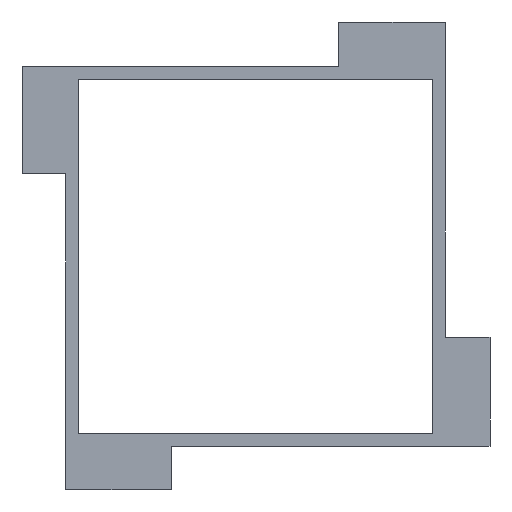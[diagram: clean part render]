
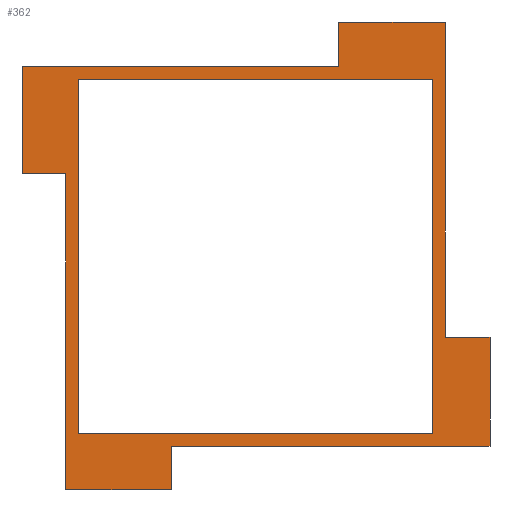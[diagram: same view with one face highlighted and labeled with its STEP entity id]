
A CAD part, front view. The second image highlights one B-rep face of the part: STEP entity #362.
In plain terms, the highlighted planar face has unit normal (0, -1, 0).
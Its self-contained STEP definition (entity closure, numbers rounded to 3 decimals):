
#16=FACE_BOUND('',#54,.T.);
#34=FACE_OUTER_BOUND('',#53,.T.);
#53=EDGE_LOOP('',(#311,#312,#313,#314,#315,#316,#317,#318,#319,#320,#321,
#322));
#54=EDGE_LOOP('',(#323,#324,#325,#326));
#55=LINE('',#485,#103);
#59=LINE('',#493,#107);
#62=LINE('',#499,#110);
#65=LINE('',#504,#113);
#67=LINE('',#509,#115);
#71=LINE('',#517,#119);
#74=LINE('',#523,#122);
#77=LINE('',#529,#125);
#80=LINE('',#535,#128);
#83=LINE('',#541,#131);
#86=LINE('',#547,#134);
#89=LINE('',#553,#137);
#92=LINE('',#559,#140);
#95=LINE('',#565,#143);
#98=LINE('',#571,#146);
#101=LINE('',#576,#149);
#103=VECTOR('',#399,10.);
#107=VECTOR('',#405,10.);
#110=VECTOR('',#410,10.);
#113=VECTOR('',#415,10.);
#115=VECTOR('',#419,10.);
#119=VECTOR('',#425,10.);
#122=VECTOR('',#430,10.);
#125=VECTOR('',#435,10.);
#128=VECTOR('',#440,10.);
#131=VECTOR('',#445,10.);
#134=VECTOR('',#450,10.);
#137=VECTOR('',#455,10.);
#140=VECTOR('',#460,10.);
#143=VECTOR('',#465,10.);
#146=VECTOR('',#470,10.);
#149=VECTOR('',#475,10.);
#151=VERTEX_POINT('',#483);
#152=VERTEX_POINT('',#484);
#155=VERTEX_POINT('',#492);
#157=VERTEX_POINT('',#498);
#159=VERTEX_POINT('',#507);
#160=VERTEX_POINT('',#508);
#163=VERTEX_POINT('',#516);
#165=VERTEX_POINT('',#522);
#167=VERTEX_POINT('',#528);
#169=VERTEX_POINT('',#534);
#171=VERTEX_POINT('',#540);
#173=VERTEX_POINT('',#546);
#175=VERTEX_POINT('',#552);
#177=VERTEX_POINT('',#558);
#179=VERTEX_POINT('',#564);
#181=VERTEX_POINT('',#570);
#183=EDGE_CURVE('',#151,#152,#55,.T.);
#187=EDGE_CURVE('',#155,#151,#59,.T.);
#190=EDGE_CURVE('',#157,#155,#62,.T.);
#193=EDGE_CURVE('',#152,#157,#65,.T.);
#195=EDGE_CURVE('',#159,#160,#67,.T.);
#199=EDGE_CURVE('',#163,#159,#71,.T.);
#202=EDGE_CURVE('',#165,#163,#74,.T.);
#205=EDGE_CURVE('',#167,#165,#77,.T.);
#208=EDGE_CURVE('',#169,#167,#80,.T.);
#211=EDGE_CURVE('',#171,#169,#83,.T.);
#214=EDGE_CURVE('',#173,#171,#86,.T.);
#217=EDGE_CURVE('',#175,#173,#89,.T.);
#220=EDGE_CURVE('',#177,#175,#92,.T.);
#223=EDGE_CURVE('',#179,#177,#95,.T.);
#226=EDGE_CURVE('',#181,#179,#98,.T.);
#229=EDGE_CURVE('',#160,#181,#101,.T.);
#311=ORIENTED_EDGE('',*,*,#229,.F.);
#312=ORIENTED_EDGE('',*,*,#195,.F.);
#313=ORIENTED_EDGE('',*,*,#199,.F.);
#314=ORIENTED_EDGE('',*,*,#202,.F.);
#315=ORIENTED_EDGE('',*,*,#205,.F.);
#316=ORIENTED_EDGE('',*,*,#208,.F.);
#317=ORIENTED_EDGE('',*,*,#211,.F.);
#318=ORIENTED_EDGE('',*,*,#214,.F.);
#319=ORIENTED_EDGE('',*,*,#217,.F.);
#320=ORIENTED_EDGE('',*,*,#220,.F.);
#321=ORIENTED_EDGE('',*,*,#223,.F.);
#322=ORIENTED_EDGE('',*,*,#226,.F.);
#323=ORIENTED_EDGE('',*,*,#193,.F.);
#324=ORIENTED_EDGE('',*,*,#183,.F.);
#325=ORIENTED_EDGE('',*,*,#187,.F.);
#326=ORIENTED_EDGE('',*,*,#190,.F.);
#344=PLANE('',#394);
#362=ADVANCED_FACE('',(#34,#16),#344,.F.);
#394=AXIS2_PLACEMENT_3D('',#579,#479,#480);
#399=DIRECTION('',(1.,0.,0.));
#405=DIRECTION('',(0.,0.,-1.));
#410=DIRECTION('',(-1.,0.,0.));
#415=DIRECTION('',(0.,0.,1.));
#419=DIRECTION('',(0.,0.,-1.));
#425=DIRECTION('',(1.,0.,0.));
#430=DIRECTION('',(0.,0.,-1.));
#435=DIRECTION('',(1.,0.,0.));
#440=DIRECTION('',(0.,0.,1.));
#445=DIRECTION('',(1.,0.,0.));
#450=DIRECTION('',(0.,0.,1.));
#455=DIRECTION('',(-1.,0.,0.));
#460=DIRECTION('',(0.,0.,1.));
#465=DIRECTION('',(-1.,0.,0.));
#470=DIRECTION('',(0.,0.,-1.));
#475=DIRECTION('',(-1.,0.,0.));
#479=DIRECTION('center_axis',(0.,1.,0.));
#480=DIRECTION('ref_axis',(1.,0.,0.));
#483=CARTESIAN_POINT('',(-28.,0.,-28.));
#484=CARTESIAN_POINT('',(28.,0.,-28.));
#485=CARTESIAN_POINT('',(28.,0.,-28.));
#492=CARTESIAN_POINT('',(-28.,0.,28.));
#493=CARTESIAN_POINT('',(-28.,0.,-28.));
#498=CARTESIAN_POINT('',(28.,0.,28.));
#499=CARTESIAN_POINT('',(-28.,0.,28.));
#504=CARTESIAN_POINT('',(28.,0.,28.));
#507=CARTESIAN_POINT('',(37.059,0.,-12.78));
#508=CARTESIAN_POINT('',(37.059,0.,-30.));
#509=CARTESIAN_POINT('',(37.059,0.,-12.78));
#516=CARTESIAN_POINT('',(30.,0.,-12.78));
#517=CARTESIAN_POINT('',(30.,0.,-12.78));
#522=CARTESIAN_POINT('',(30.,0.,36.966));
#523=CARTESIAN_POINT('',(30.,0.,36.966));
#528=CARTESIAN_POINT('',(13.145,0.,36.966));
#529=CARTESIAN_POINT('',(13.145,0.,36.966));
#534=CARTESIAN_POINT('',(13.145,0.,30.));
#535=CARTESIAN_POINT('',(13.145,0.,30.));
#540=CARTESIAN_POINT('',(-36.897,0.,30.));
#541=CARTESIAN_POINT('',(-36.897,0.,30.));
#546=CARTESIAN_POINT('',(-36.897,0.,13.053));
#547=CARTESIAN_POINT('',(-36.897,0.,13.053));
#552=CARTESIAN_POINT('',(-30.,0.,13.053));
#553=CARTESIAN_POINT('',(-30.,0.,13.053));
#558=CARTESIAN_POINT('',(-30.,0.,-36.842));
#559=CARTESIAN_POINT('',(-30.,0.,-36.842));
#564=CARTESIAN_POINT('',(-13.278,0.,-36.842));
#565=CARTESIAN_POINT('',(-13.278,0.,-36.842));
#570=CARTESIAN_POINT('',(-13.278,0.,-30.));
#571=CARTESIAN_POINT('',(-13.278,0.,-30.));
#576=CARTESIAN_POINT('',(37.059,0.,-30.));
#579=CARTESIAN_POINT('Origin',(0.081,0.,0.062));
